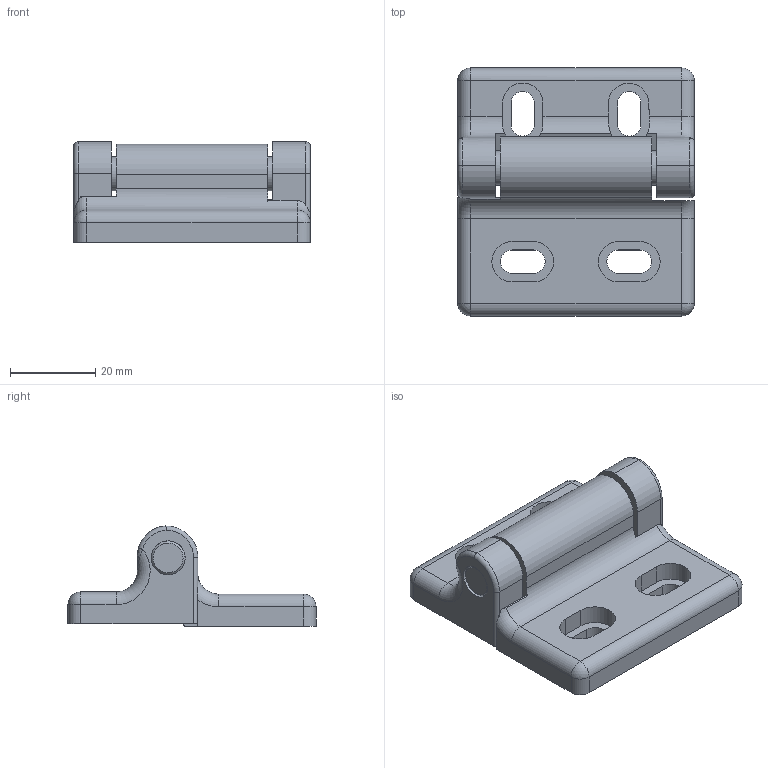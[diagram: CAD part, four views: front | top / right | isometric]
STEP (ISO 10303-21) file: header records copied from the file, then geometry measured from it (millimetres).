
FILE_DESCRIPTION(/* description */ ('CERN.UNIVERSALE COLL.TO ALLUMINIO GRIGIA'),/* implementation_level */ '2;1');
FILE_NAME(/* name */ '15.165.00.stp',/* time_stamp */ '2014-07-31T10:37:32+02:00',/* author */ ('srubbiani'),/* organization */ (''),/* preprocessor_version */ 'ST-DEVELOPER v15.2',/* originating_system */ 'Autodesk Inventor 2014',/* authorisation */ '');
FILE_SCHEMA (('AUTOMOTIVE_DESIGN { 1 0 10303 214 3 1 1 }'));
Length unit declared in the file: millimetre
Products named in the file (3): F3DTM0005390; F3DTM0005391; 15.165.00
Bounding box: 55.5 x 58.22 x 23.5 mm (x, y, z)
Volume: 30589.7 mm3; surface area: 14663.9 mm2
Topology: 3 solids, 3 shells, 107 faces, 278 edges, 176 vertices
Faces by surface type: plane 46, cylinder 43, torus 8, bspline 6, sphere 4
Full cylindrical faces by diameter (mm): 8 x4
Entity records: 3696 total; most frequent: CARTESIAN_POINT 992, DIRECTION 567, ORIENTED_EDGE 538, EDGE_CURVE 269, AXIS2_PLACEMENT_3D 211, VERTEX_POINT 174, LINE 145, VECTOR 145
